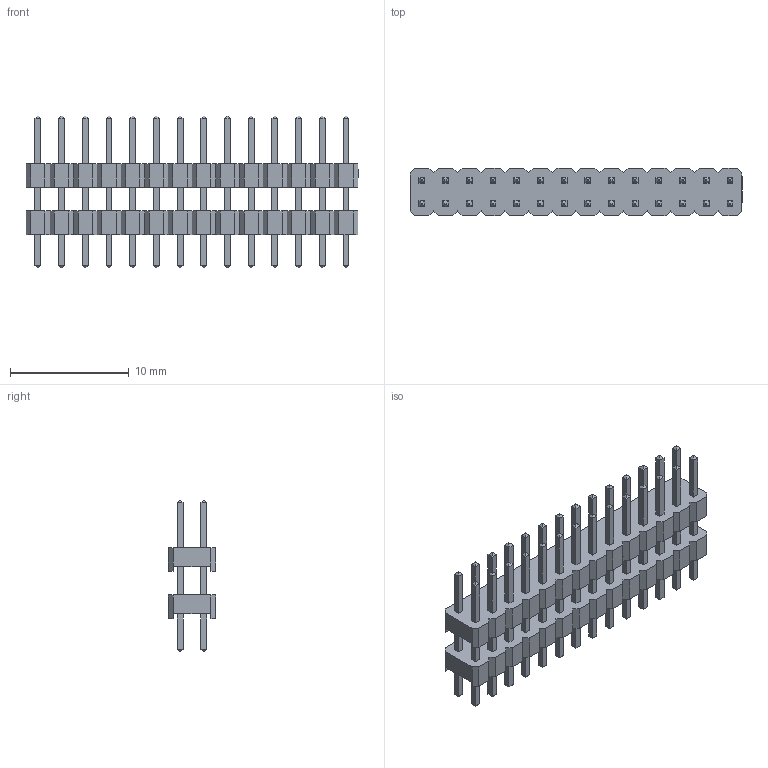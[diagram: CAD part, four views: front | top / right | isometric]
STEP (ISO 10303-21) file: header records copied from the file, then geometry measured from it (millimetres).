
FILE_DESCRIPTION(/* description */ (''),/* implementation_level */ '2;1');
FILE_NAME(/* name */ '28p.step',/* time_stamp */ '2023-06-11T16:42:09+08:00',/* author */ (''),/* organization */ (''),/* preprocessor_version */ 'ST-DEVELOPER v19.2',/* originating_system */ 'Autodesk Translation Framework v12.6.0.85',/* authorisation */ '');
FILE_SCHEMA (('AUTOMOTIVE_DESIGN { 1 0 10303 214 3 1 1 }'));
Length unit declared in the file: millimetre
Products named in the file (4): (未保存); U1; HDR-TH_28P-P2.00-V-M-R2-C14-S2.00; SOLID
Assembly tree (3 placements, depth 4):
  (未保存)
    U1
      HDR-TH_28P-P2.00-V-M-R2-C14-S2.00
        SOLID
Bounding box: 28.01 x 4 x 12.8 mm (x, y, z)
Volume: 426.2 mm3; surface area: 1264.7 mm2
Topology: 1 solids, 1 shells, 1084 faces, 2770 edges, 1772 vertices
Faces by surface type: plane 970, bspline 114
Entity records: 34609 total; most frequent: CARTESIAN_POINT 7725, ORIENTED_EDGE 5540, DIRECTION 4668, EDGE_CURVE 2770, LINE 2542, VECTOR 2542, VERTEX_POINT 1772, EDGE_LOOP 1222
